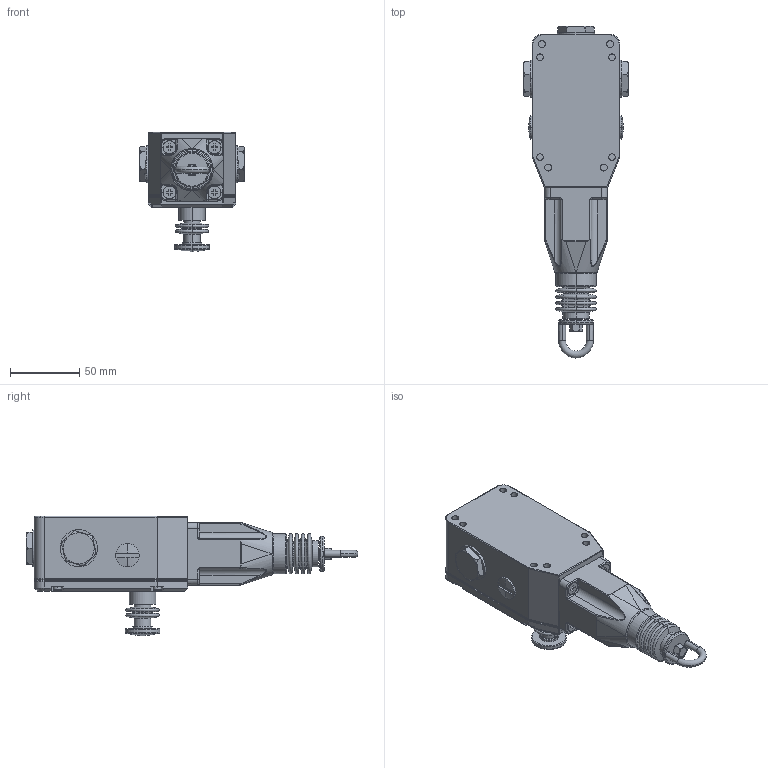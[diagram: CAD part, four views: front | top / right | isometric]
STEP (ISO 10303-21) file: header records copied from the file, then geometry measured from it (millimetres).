
FILE_DESCRIPTION (( 'STEP AP214' ), '1' );
FILE_NAME ('GLS-142002.STEP', '2014-06-19T15:14:43', ( '' ), ( '' ), 'SwSTEP 2.0', 'SolidWorks 2013', '' );
FILE_SCHEMA (( 'AUTOMOTIVE_DESIGN' ));
Length unit declared in the file: millimetre
Products named in the file (1): GLS-142002
Bounding box: 75.6 x 239.16 x 86 mm (x, y, z)
Volume: 482309.8 mm3; surface area: 58089.6 mm2
Topology: 1 solids, 1 shells, 565 faces, 1308 edges, 775 vertices
Faces by surface type: plane 188, cylinder 183, torus 81, bspline 49, sphere 36, cone 28
Entity records: 22666 total; most frequent: CARTESIAN_POINT 5487, DIRECTION 2793, ORIENTED_EDGE 2596, EDGE_CURVE 1298, AXIS2_PLACEMENT_3D 1119, VERTEX_POINT 775, EDGE_LOOP 609, CIRCLE 602
